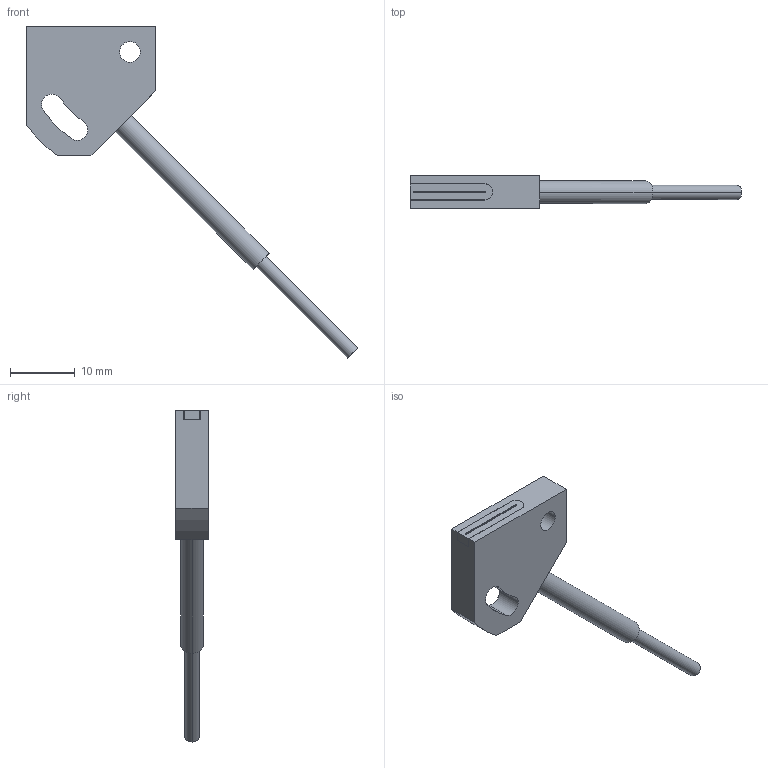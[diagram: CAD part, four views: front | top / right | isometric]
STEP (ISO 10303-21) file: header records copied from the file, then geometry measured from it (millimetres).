
FILE_DESCRIPTION (( 'STEP AP214' ), '1' );
FILE_NAME ('FOACAMPTA10_3D.step', '2023-07-19T00:46:03', ( '' ), ( '' ), 'SwSTEP 2.0', 'SolidWorks 2022', '' );
FILE_SCHEMA (( 'AUTOMOTIVE_DESIGN' ));
Length unit declared in the file: millimetre
Products named in the file (1): FOACAMPTA10_3D
Bounding box: 51.12 x 5 x 51.15 mm (x, y, z)
Volume: 1763.2 mm3; surface area: 2257.5 mm2
Topology: 2 solids, 2 shells, 111 faces, 306 edges, 204 vertices
Faces by surface type: cylinder 89, plane 22
Entity records: 3817 total; most frequent: DIRECTION 708, CARTESIAN_POINT 622, ORIENTED_EDGE 612, EDGE_CURVE 306, AXIS2_PLACEMENT_3D 290, VERTEX_POINT 204, EDGE_LOOP 184, CIRCLE 178
